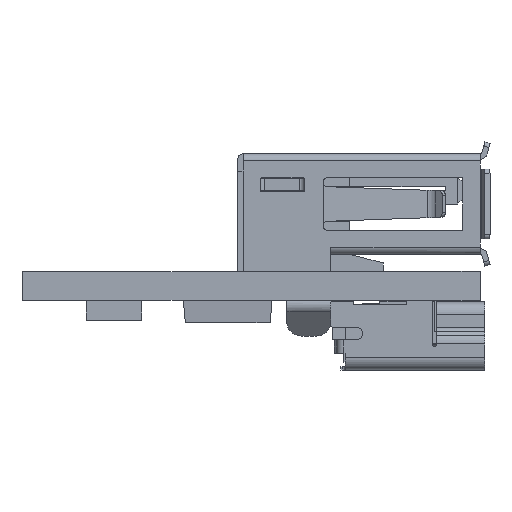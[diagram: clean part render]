
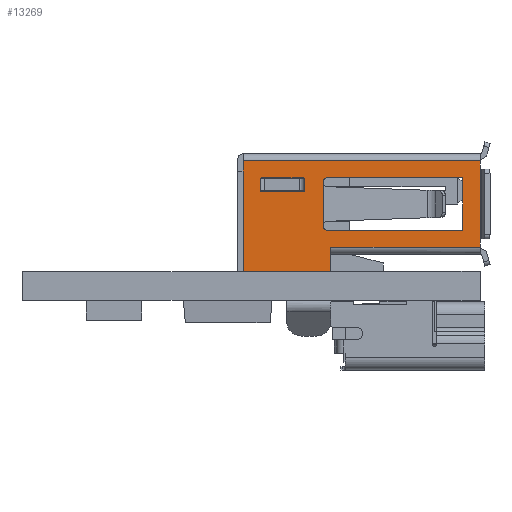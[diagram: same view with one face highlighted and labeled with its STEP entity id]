
A CAD part, left-side view. The second image highlights one B-rep face of the part: STEP entity #13269.
In plain terms, the highlighted planar face has unit normal (-1, 0, 0).
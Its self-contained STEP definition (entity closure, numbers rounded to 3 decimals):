
#7396=CARTESIAN_POINT('',(-2.021,8.419,12.129));
#7397=VERTEX_POINT('',#7396);
#7398=CARTESIAN_POINT('',(-2.021,8.419,13.534));
#7399=VERTEX_POINT('',#7398);
#7400=CARTESIAN_POINT('',(-2.021,8.419,12.129));
#7401=DIRECTION('',(0.0,0.,1.0));
#7402=VECTOR('',#7401,1.405);
#7403=LINE('',#7400,#7402);
#7404=EDGE_CURVE('',#7397,#7399,#7403,.T.);
#9646=CARTESIAN_POINT('',(-2.021,-0.136,13.999));
#9647=VERTEX_POINT('',#9646);
#9830=CARTESIAN_POINT('',(-2.021,11.134,12.129));
#9831=VERTEX_POINT('',#9830);
#9960=CARTESIAN_POINT('',(-2.021,8.864,14.758));
#9961=VERTEX_POINT('',#9960);
#9995=CARTESIAN_POINT('',(-2.021,8.864,17.24));
#9996=VERTEX_POINT('',#9995);
#11424=CARTESIAN_POINT('',(-2.021,-0.136,13.534));
#11425=VERTEX_POINT('',#11424);
#11433=CARTESIAN_POINT('',(-2.021,8.419,13.534));
#11434=DIRECTION('',(-0.0,-1.0,-0.0));
#11435=VECTOR('',#11434,8.555);
#11436=LINE('',#11433,#11435);
#11437=EDGE_CURVE('',#7399,#11425,#11436,.T.);
#11450=CARTESIAN_POINT('',(-2.021,-0.136,13.534));
#11451=DIRECTION('',(0.0,0.0,1.0));
#11452=VECTOR('',#11451,0.465);
#11453=LINE('',#11450,#11452);
#11454=EDGE_CURVE('',#11425,#9647,#11453,.T.);
#11473=CARTESIAN_POINT('',(-2.021,-0.136,17.999));
#11474=VERTEX_POINT('',#11473);
#11482=CARTESIAN_POINT('',(-2.021,-0.136,13.999));
#11483=DIRECTION('',(0.0,0.0,1.0));
#11484=VECTOR('',#11483,4.0);
#11485=LINE('',#11482,#11484);
#11486=EDGE_CURVE('',#9647,#11474,#11485,.T.);
#11499=CARTESIAN_POINT('',(-2.021,13.449,12.129));
#11500=VERTEX_POINT('',#11499);
#11507=CARTESIAN_POINT('',(-2.021,13.449,18.464));
#11508=VERTEX_POINT('',#11507);
#11509=CARTESIAN_POINT('',(-2.021,13.449,18.464));
#11510=DIRECTION('',(-0.0,-0.0,-1.0));
#11511=VECTOR('',#11510,6.335);
#11512=LINE('',#11509,#11511);
#11513=EDGE_CURVE('',#11508,#11500,#11512,.T.);
#11563=CARTESIAN_POINT('',(-2.021,13.449,12.129));
#11564=DIRECTION('',(-0.0,-1.0,-0.0));
#11565=VECTOR('',#11564,2.315);
#11566=LINE('',#11563,#11565);
#11567=EDGE_CURVE('',#11500,#9831,#11566,.T.);
#11598=CARTESIAN_POINT('',(-2.021,11.134,12.129));
#11599=DIRECTION('',(-0.0,-1.0,-0.0));
#11600=VECTOR('',#11599,2.715);
#11601=LINE('',#11598,#11600);
#11602=EDGE_CURVE('',#9831,#7397,#11601,.T.);
#11615=CARTESIAN_POINT('',(-2.021,10.001,16.699));
#11616=VERTEX_POINT('',#11615);
#11625=CARTESIAN_POINT('',(-2.021,12.398,16.699));
#11626=VERTEX_POINT('',#11625);
#11634=CARTESIAN_POINT('',(-2.021,10.001,16.699));
#11635=DIRECTION('',(0.0,1.0,0.0));
#11636=VECTOR('',#11635,2.397);
#11637=LINE('',#11634,#11636);
#11638=EDGE_CURVE('',#11616,#11626,#11637,.T.);
#11746=CARTESIAN_POINT('',(-2.021,12.449,16.749));
#11747=VERTEX_POINT('',#11746);
#11755=CARTESIAN_POINT('',(-2.021,12.398,16.699));
#11756=CARTESIAN_POINT('',(-2.021,12.411,16.699));
#11757=CARTESIAN_POINT('',(-2.021,12.425,16.704));
#11758=CARTESIAN_POINT('',(-2.021,12.434,16.713));
#11759=CARTESIAN_POINT('',(-2.021,12.444,16.723));
#11760=CARTESIAN_POINT('',(-2.021,12.449,16.736));
#11761=CARTESIAN_POINT('',(-2.021,12.449,16.749));
#11762=B_SPLINE_CURVE_WITH_KNOTS('',3,(#11755,#11756,#11757,#11758,#11759,#11760,#11761),.UNSPECIFIED.,.F.,.F.,(4,3,4),(0.0,0.,0.),.UNSPECIFIED.);
#11763=EDGE_CURVE('',#11626,#11747,#11762,.T.);
#11774=CARTESIAN_POINT('',(-2.021,12.449,17.449));
#11775=VERTEX_POINT('',#11774);
#11783=CARTESIAN_POINT('',(-2.021,12.449,16.749));
#11784=DIRECTION('',(0.0,0.0,1.0));
#11785=VECTOR('',#11784,0.7);
#11786=LINE('',#11783,#11785);
#11787=EDGE_CURVE('',#11747,#11775,#11786,.T.);
#11894=CARTESIAN_POINT('',(-2.021,12.398,17.499));
#11895=VERTEX_POINT('',#11894);
#11906=CARTESIAN_POINT('',(-2.021,12.449,17.449));
#11907=CARTESIAN_POINT('',(-2.021,12.449,17.462));
#11908=CARTESIAN_POINT('',(-2.021,12.444,17.476));
#11909=CARTESIAN_POINT('',(-2.021,12.434,17.485));
#11910=CARTESIAN_POINT('',(-2.021,12.425,17.494));
#11911=CARTESIAN_POINT('',(-2.021,12.411,17.499));
#11912=CARTESIAN_POINT('',(-2.021,12.398,17.499));
#11913=B_SPLINE_CURVE_WITH_KNOTS('',3,(#11906,#11907,#11908,#11909,#11910,#11911,#11912),.UNSPECIFIED.,.F.,.F.,(4,3,4),(0.0,0.,0.),.UNSPECIFIED.);
#11914=EDGE_CURVE('',#11775,#11895,#11913,.T.);
#11928=CARTESIAN_POINT('',(-2.021,10.001,17.499));
#11929=VERTEX_POINT('',#11928);
#11937=CARTESIAN_POINT('',(-2.021,12.398,17.499));
#11938=DIRECTION('',(-0.0,-1.0,-0.0));
#11939=VECTOR('',#11938,2.397);
#11940=LINE('',#11937,#11939);
#11941=EDGE_CURVE('',#11895,#11929,#11940,.T.);
#12049=CARTESIAN_POINT('',(-2.021,9.949,17.449));
#12050=VERTEX_POINT('',#12049);
#12058=CARTESIAN_POINT('',(-2.021,10.001,17.499));
#12059=CARTESIAN_POINT('',(-2.021,9.987,17.499));
#12060=CARTESIAN_POINT('',(-2.021,9.974,17.494));
#12061=CARTESIAN_POINT('',(-2.021,9.965,17.485));
#12062=CARTESIAN_POINT('',(-2.021,9.955,17.476));
#12063=CARTESIAN_POINT('',(-2.021,9.949,17.462));
#12064=CARTESIAN_POINT('',(-2.021,9.949,17.449));
#12065=B_SPLINE_CURVE_WITH_KNOTS('',3,(#12058,#12059,#12060,#12061,#12062,#12063,#12064),.UNSPECIFIED.,.F.,.F.,(4,3,4),(0.0,0.,0.),.UNSPECIFIED.);
#12066=EDGE_CURVE('',#11929,#12050,#12065,.T.);
#12076=CARTESIAN_POINT('',(-2.021,9.949,16.749));
#12077=VERTEX_POINT('',#12076);
#12078=CARTESIAN_POINT('',(-2.021,9.949,17.449));
#12079=DIRECTION('',(-0.0,-0.0,-1.0));
#12080=VECTOR('',#12079,0.7);
#12081=LINE('',#12078,#12080);
#12082=EDGE_CURVE('',#12050,#12077,#12081,.T.);
#12198=CARTESIAN_POINT('',(-2.021,9.949,16.749));
#12199=CARTESIAN_POINT('',(-2.021,9.949,16.736));
#12200=CARTESIAN_POINT('',(-2.021,9.955,16.723));
#12201=CARTESIAN_POINT('',(-2.021,9.965,16.713));
#12202=CARTESIAN_POINT('',(-2.021,9.974,16.704));
#12203=CARTESIAN_POINT('',(-2.021,9.987,16.699));
#12204=CARTESIAN_POINT('',(-2.021,10.001,16.699));
#12205=B_SPLINE_CURVE_WITH_KNOTS('',3,(#12198,#12199,#12200,#12201,#12202,#12203,#12204),.UNSPECIFIED.,.F.,.F.,(4,3,4),(0.0,0.,0.),.UNSPECIFIED.);
#12206=EDGE_CURVE('',#12077,#11616,#12205,.T.);
#12218=CARTESIAN_POINT('',(-2.021,0.864,17.499));
#12219=VERTEX_POINT('',#12218);
#12220=CARTESIAN_POINT('',(-2.021,0.864,14.499));
#12221=VERTEX_POINT('',#12220);
#12222=CARTESIAN_POINT('',(-2.021,0.864,17.499));
#12223=DIRECTION('',(-0.0,-0.0,-1.0));
#12224=VECTOR('',#12223,3.0);
#12225=LINE('',#12222,#12224);
#12226=EDGE_CURVE('',#12219,#12221,#12225,.T.);
#12251=CARTESIAN_POINT('',(-2.021,8.614,14.499));
#12252=VERTEX_POINT('',#12251);
#12259=CARTESIAN_POINT('',(-2.021,0.864,14.499));
#12260=DIRECTION('',(0.0,1.0,0.0));
#12261=VECTOR('',#12260,7.75);
#12262=LINE('',#12259,#12261);
#12263=EDGE_CURVE('',#12221,#12252,#12262,.T.);
#12275=CARTESIAN_POINT('',(-2.021,8.864,14.749));
#12276=VERTEX_POINT('',#12275);
#12283=CARTESIAN_POINT('',(-2.021,8.614,14.749));
#12284=DIRECTION('',(1.0,0.0,0.0));
#12285=DIRECTION('',(0.0,0.0,-1.0));
#12286=AXIS2_PLACEMENT_3D('',#12283,#12284,#12285);
#12287=CIRCLE('',#12286,0.25);
#12288=EDGE_CURVE('',#12252,#12276,#12287,.T.);
#12299=CARTESIAN_POINT('',(-2.021,8.864,14.749));
#12300=DIRECTION('',(0.0,0.0,1.0));
#12301=VECTOR('',#12300,0.009);
#12302=LINE('',#12299,#12301);
#12303=EDGE_CURVE('',#12276,#9961,#12302,.T.);
#12315=CARTESIAN_POINT('',(-2.021,8.864,14.758));
#12316=DIRECTION('',(0.0,0.0,1.0));
#12317=VECTOR('',#12316,2.482);
#12318=LINE('',#12315,#12317);
#12319=EDGE_CURVE('',#9961,#9996,#12318,.T.);
#12332=CARTESIAN_POINT('',(-2.021,8.864,17.249));
#12333=VERTEX_POINT('',#12332);
#12340=CARTESIAN_POINT('',(-2.021,8.864,17.24));
#12341=DIRECTION('',(0.0,0.0,1.0));
#12342=VECTOR('',#12341,0.009);
#12343=LINE('',#12340,#12342);
#12344=EDGE_CURVE('',#9996,#12333,#12343,.T.);
#12358=CARTESIAN_POINT('',(-2.021,8.614,17.499));
#12359=VERTEX_POINT('',#12358);
#12366=CARTESIAN_POINT('',(-2.021,8.614,17.249));
#12367=DIRECTION('',(1.0,0.0,0.0));
#12368=DIRECTION('',(0.0,0.0,-1.0));
#12369=AXIS2_PLACEMENT_3D('',#12366,#12367,#12368);
#12370=CIRCLE('',#12369,0.25);
#12371=EDGE_CURVE('',#12333,#12359,#12370,.T.);
#12382=CARTESIAN_POINT('',(-2.021,8.614,17.499));
#12383=DIRECTION('',(-0.0,-1.0,-0.0));
#12384=VECTOR('',#12383,7.75);
#12385=LINE('',#12382,#12384);
#12386=EDGE_CURVE('',#12359,#12219,#12385,.T.);
#13221=CARTESIAN_POINT('',(-2.021,-0.136,13.534));
#13222=DIRECTION('',(-1.0,0.0,0.0));
#13223=DIRECTION('',(0.0,0.0,1.0));
#13224=AXIS2_PLACEMENT_3D('',#13221,#13222,#13223);
#13225=PLANE('',#13224);
#13226=ORIENTED_EDGE('',*,*,#12371,.T.);
#13227=ORIENTED_EDGE('',*,*,#12386,.T.);
#13228=ORIENTED_EDGE('',*,*,#12226,.T.);
#13229=ORIENTED_EDGE('',*,*,#12263,.T.);
#13230=ORIENTED_EDGE('',*,*,#12288,.T.);
#13231=ORIENTED_EDGE('',*,*,#12303,.T.);
#13232=ORIENTED_EDGE('',*,*,#12319,.T.);
#13233=ORIENTED_EDGE('',*,*,#12344,.T.);
#13234=EDGE_LOOP('',(#13226,#13227,#13228,#13229,#13230,#13231,#13232,#13233));
#13235=FACE_BOUND('',#13234,.T.);
#13236=ORIENTED_EDGE('',*,*,#12082,.T.);
#13237=ORIENTED_EDGE('',*,*,#12206,.T.);
#13238=ORIENTED_EDGE('',*,*,#11638,.T.);
#13239=ORIENTED_EDGE('',*,*,#11763,.T.);
#13240=ORIENTED_EDGE('',*,*,#11787,.T.);
#13241=ORIENTED_EDGE('',*,*,#11914,.T.);
#13242=ORIENTED_EDGE('',*,*,#11941,.T.);
#13243=ORIENTED_EDGE('',*,*,#12066,.T.);
#13244=EDGE_LOOP('',(#13236,#13237,#13238,#13239,#13240,#13241,#13242,#13243));
#13245=FACE_BOUND('',#13244,.T.);
#13246=ORIENTED_EDGE('',*,*,#11602,.T.);
#13247=ORIENTED_EDGE('',*,*,#7404,.T.);
#13248=ORIENTED_EDGE('',*,*,#11437,.T.);
#13249=ORIENTED_EDGE('',*,*,#11454,.T.);
#13250=ORIENTED_EDGE('',*,*,#11486,.T.);
#13251=CARTESIAN_POINT('',(-2.021,-0.136,18.464));
#13252=VERTEX_POINT('',#13251);
#13253=CARTESIAN_POINT('',(-2.021,-0.136,17.999));
#13254=DIRECTION('',(0.0,0.0,1.0));
#13255=VECTOR('',#13254,0.465);
#13256=LINE('',#13253,#13255);
#13257=EDGE_CURVE('',#11474,#13252,#13256,.T.);
#13258=ORIENTED_EDGE('',*,*,#13257,.T.);
#13259=CARTESIAN_POINT('',(-2.021,13.449,18.464));
#13260=DIRECTION('',(-0.0,-1.0,-0.0));
#13261=VECTOR('',#13260,13.585);
#13262=LINE('',#13259,#13261);
#13263=EDGE_CURVE('',#11508,#13252,#13262,.T.);
#13264=ORIENTED_EDGE('',*,*,#13263,.F.);
#13265=ORIENTED_EDGE('',*,*,#11513,.T.);
#13266=ORIENTED_EDGE('',*,*,#11567,.T.);
#13267=EDGE_LOOP('',(#13246,#13247,#13248,#13249,#13250,#13258,#13264,#13265,#13266));
#13268=FACE_BOUND('',#13267,.T.);
#13269=ADVANCED_FACE('',(#13235,#13245,#13268),#13225,.T.);
